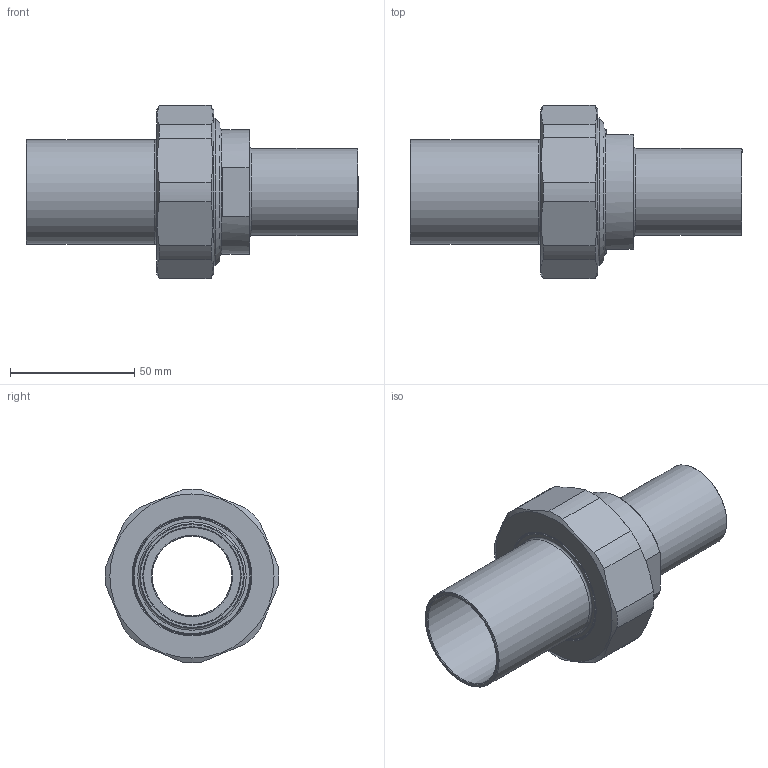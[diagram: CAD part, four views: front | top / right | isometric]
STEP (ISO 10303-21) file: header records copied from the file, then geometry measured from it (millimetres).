
FILE_DESCRIPTION(/* description */ (''),/* implementation_level */ '2;1');
FILE_NAME(/* name */ '3D_R666-PE-PG-42-DN50-35_1711304770.stp',/* time_stamp */ '2021-07-15T15:05:55+02:00',/* author */ ('cad'),/* organization */ (''),/* preprocessor_version */ 'ST-DEVELOPER v18.1',/* originating_system */ 'Autodesk Inventor 2022',/* authorisation */ '');
FILE_SCHEMA (('AUTOMOTIVE_DESIGN { 1 0 10303 214 3 1 1 }'));
Length unit declared in the file: millimetre
Products named in the file (4): 3D_R666-PE-PG-42-DN50-35_1711304770; 3D_R666-M-DN50_17113960; 3D_R666-PG-35-DN50_17113687; 3D_R666-PE-42-DN50_17113483
Assembly tree (3 placements, depth 2):
  3D_R666-PE-PG-42-DN50-35_1711304770
    3D_R666-M-DN50_17113960
    3D_R666-PG-35-DN50_17113687
    3D_R666-PE-42-DN50_17113483
Bounding box: 133.5 x 69.68 x 69.65 mm (x, y, z)
Volume: 94275.5 mm3; surface area: 50280.3 mm2
Topology: 3 solids, 3 shells, 67 faces, 167 edges, 111 vertices
Faces by surface type: plane 23, cone 19, cylinder 19, torus 6
Full cylindrical faces by diameter (mm): 32 x1, 35 x1, 39 x1, 42 x1, 47 x1, 47.5 x1, 50 x1, 54.5 x1, 56.656 x1, 59.5 x1, 60 x1
Entity records: 2183 total; most frequent: CARTESIAN_POINT 392, DIRECTION 390, ORIENTED_EDGE 334, AXIS2_PLACEMENT_3D 169, EDGE_CURVE 167, VERTEX_POINT 111, CIRCLE 95, EDGE_LOOP 78
